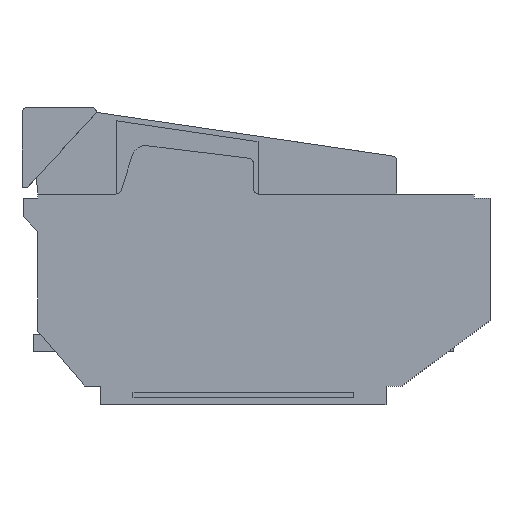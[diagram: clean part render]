
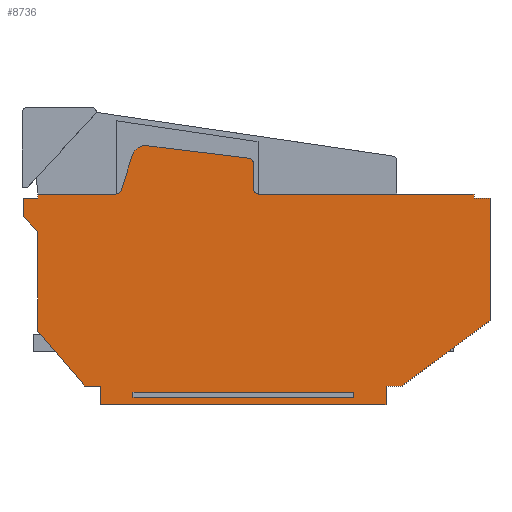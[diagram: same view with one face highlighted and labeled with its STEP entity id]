
A CAD part, left-side view. The second image highlights one B-rep face of the part: STEP entity #8736.
In plain terms, the highlighted face is planar.
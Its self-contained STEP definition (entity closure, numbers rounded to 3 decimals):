
#252=DIRECTION('',(-1.,0.,0.));
#253=VECTOR('',#252,14.);
#254=CARTESIAN_POINT('',(14.,-162.,107.));
#255=LINE('',#254,#253);
#1060=DIRECTION('',(0.,0.,1.));
#1061=VECTOR('',#1060,161.5);
#1062=CARTESIAN_POINT('',(158.,-162.,-173.));
#1063=LINE('',#1062,#1061);
#1482=DIRECTION('',(1.,0.,0.));
#1483=VECTOR('',#1482,3.);
#1484=CARTESIAN_POINT('',(155.,-162.,-173.));
#1485=LINE('',#1484,#1483);
#1544=DIRECTION('',(1.,0.,0.));
#1545=VECTOR('',#1544,14.);
#1546=CARTESIAN_POINT('',(0.,-162.,-107.));
#1547=LINE('',#1546,#1545);
#1724=DIRECTION('',(0.,0.,-1.));
#1725=VECTOR('',#1724,12.);
#1726=CARTESIAN_POINT('',(14.,-162.,-107.));
#1727=LINE('',#1726,#1725);
#1728=CARTESIAN_POINT('',(162.,-162.,-11.5));
#1729=DIRECTION('',(0.,-1.,0.));
#1730=DIRECTION('',(0.,0.,1.));
#1731=AXIS2_PLACEMENT_3D('',#1728,#1729,#1730);
#1733=DIRECTION('',(-0.596,0.,0.803));
#1734=VECTOR('',#1733,82.201);
#1735=CARTESIAN_POINT('',(63.,-162.,-185.));
#1736=LINE('',#1735,#1734);
#1737=DIRECTION('',(0.761,0.,0.649));
#1738=VECTOR('',#1737,53.907);
#1739=CARTESIAN_POINT('',(14.,-162.,119.));
#1740=LINE('',#1739,#1738);
#1741=DIRECTION('',(0.707,0.,0.707));
#1742=VECTOR('',#1741,15.556);
#1743=CARTESIAN_POINT('',(130.,-162.,154.));
#1744=LINE('',#1743,#1742);
#1745=CARTESIAN_POINT('',(162.,-162.,95.5));
#1746=DIRECTION('',(0.,-1.,0.));
#1747=DIRECTION('',(-1.,0.,0.));
#1748=AXIS2_PLACEMENT_3D('',#1745,#1746,#1747);
#1750=DIRECTION('',(0.951,0.,-0.309));
#1751=VECTOR('',#1750,27.996);
#1752=CARTESIAN_POINT('',(160.764,-162.,91.696));
#1753=LINE('',#1752,#1751);
#1754=CARTESIAN_POINT('',(184.3,-162.,73.534));
#1755=DIRECTION('',(0.,1.,0.));
#1756=DIRECTION('',(0.309,0.,0.951));
#1757=AXIS2_PLACEMENT_3D('',#1754,#1755,#1756);
#1759=DIRECTION('',(-0.122,0.,-0.993));
#1760=VECTOR('',#1759,76.876);
#1761=CARTESIAN_POINT('',(194.225,-162.,72.315));
#1762=LINE('',#1761,#1760);
#1763=CARTESIAN_POINT('',(180.886,-162.,-3.5));
#1764=DIRECTION('',(0.,1.,0.));
#1765=DIRECTION('',(0.993,0.,-0.122));
#1766=AXIS2_PLACEMENT_3D('',#1763,#1764,#1765);
#1768=DIRECTION('',(-1.,0.,0.));
#1769=VECTOR('',#1768,4.);
#1770=CARTESIAN_POINT('',(9.5,-162.,82.75));
#1771=LINE('',#1770,#1769);
#1772=DIRECTION('',(1.,0.,0.));
#1773=VECTOR('',#1772,4.);
#1774=CARTESIAN_POINT('',(5.5,-162.,-82.75));
#1775=LINE('',#1774,#1773);
#1776=DIRECTION('',(1.,0.,0.));
#1777=VECTOR('',#1776,18.886);
#1778=CARTESIAN_POINT('',(162.,-162.,-7.5));
#1779=LINE('',#1778,#1777);
#1876=DIRECTION('',(0.,0.,1.));
#1877=VECTOR('',#1876,58.5);
#1878=CARTESIAN_POINT('',(158.,-162.,95.5));
#1879=LINE('',#1878,#1877);
#1884=DIRECTION('',(-1.,0.,0.));
#1885=VECTOR('',#1884,3.);
#1886=CARTESIAN_POINT('',(158.,-162.,154.));
#1887=LINE('',#1886,#1885);
#2112=DIRECTION('',(0.,0.,1.));
#2113=VECTOR('',#2112,11.);
#2114=CARTESIAN_POINT('',(155.,-162.,154.));
#2115=LINE('',#2114,#2113);
#2130=DIRECTION('',(-1.,0.,0.));
#2131=VECTOR('',#2130,14.);
#2132=CARTESIAN_POINT('',(155.,-162.,165.));
#2133=LINE('',#2132,#2131);
#2142=DIRECTION('',(-1.,0.,0.));
#2143=VECTOR('',#2142,75.);
#2144=CARTESIAN_POINT('',(130.,-162.,154.));
#2145=LINE('',#2144,#2143);
#2154=DIRECTION('',(0.,0.,-1.));
#2155=VECTOR('',#2154,12.);
#2156=CARTESIAN_POINT('',(14.,-162.,119.));
#2157=LINE('',#2156,#2155);
#2180=DIRECTION('',(0.,0.,1.));
#2181=VECTOR('',#2180,12.);
#2182=CARTESIAN_POINT('',(155.,-162.,-185.));
#2183=LINE('',#2182,#2181);
#2202=DIRECTION('',(1.,0.,0.));
#2203=VECTOR('',#2202,92.);
#2204=CARTESIAN_POINT('',(63.,-162.,-185.));
#2205=LINE('',#2204,#2203);
#2232=DIRECTION('',(0.,0.,-1.));
#2233=VECTOR('',#2232,214.);
#2234=CARTESIAN_POINT('',(0.,-162.,107.));
#2235=LINE('',#2234,#2233);
#2804=DIRECTION('',(0.,0.,1.));
#2805=VECTOR('',#2804,165.5);
#2806=CARTESIAN_POINT('',(5.5,-162.,-82.75));
#2807=LINE('',#2806,#2805);
#2828=DIRECTION('',(0.,0.,-1.));
#2829=VECTOR('',#2828,165.5);
#2830=CARTESIAN_POINT('',(9.5,-162.,82.75));
#2831=LINE('',#2830,#2829);
#4544=CARTESIAN_POINT('',(0.,-162.,-107.));
#4545=VERTEX_POINT('',#4544);
#4546=CARTESIAN_POINT('',(14.,-162.,-107.));
#4547=VERTEX_POINT('',#4546);
#4614=CARTESIAN_POINT('',(155.,-162.,-173.));
#4615=VERTEX_POINT('',#4614);
#4616=CARTESIAN_POINT('',(158.,-162.,-173.));
#4617=VERTEX_POINT('',#4616);
#4626=CARTESIAN_POINT('',(158.,-162.,-11.5));
#4627=VERTEX_POINT('',#4626);
#4794=CARTESIAN_POINT('',(14.,-162.,107.));
#4795=VERTEX_POINT('',#4794);
#4796=CARTESIAN_POINT('',(0.,-162.,107.));
#4797=VERTEX_POINT('',#4796);
#5221=CARTESIAN_POINT('',(162.,-162.,-7.5));
#5222=CARTESIAN_POINT('',(180.886,-162.,-7.5));
#5223=VERTEX_POINT('',#5221);
#5224=VERTEX_POINT('',#5222);
#5225=CARTESIAN_POINT('',(155.,-162.,-185.));
#5226=VERTEX_POINT('',#5225);
#5227=CARTESIAN_POINT('',(63.,-162.,-185.));
#5228=VERTEX_POINT('',#5227);
#5229=CARTESIAN_POINT('',(14.,-162.,-119.));
#5230=VERTEX_POINT('',#5229);
#5231=CARTESIAN_POINT('',(14.,-162.,119.));
#5232=VERTEX_POINT('',#5231);
#5233=CARTESIAN_POINT('',(55.,-162.,154.));
#5234=VERTEX_POINT('',#5233);
#5235=CARTESIAN_POINT('',(130.,-162.,154.));
#5236=VERTEX_POINT('',#5235);
#5237=CARTESIAN_POINT('',(141.,-162.,165.));
#5238=VERTEX_POINT('',#5237);
#5239=CARTESIAN_POINT('',(155.,-162.,165.));
#5240=VERTEX_POINT('',#5239);
#5241=CARTESIAN_POINT('',(155.,-162.,154.));
#5242=VERTEX_POINT('',#5241);
#5243=CARTESIAN_POINT('',(158.,-162.,154.));
#5244=VERTEX_POINT('',#5243);
#5245=CARTESIAN_POINT('',(158.,-162.,95.5));
#5246=VERTEX_POINT('',#5245);
#5247=CARTESIAN_POINT('',(160.764,-162.,91.696));
#5248=VERTEX_POINT('',#5247);
#5249=CARTESIAN_POINT('',(187.39,-162.,83.044));
#5250=VERTEX_POINT('',#5249);
#5251=CARTESIAN_POINT('',(194.225,-162.,72.315));
#5252=VERTEX_POINT('',#5251);
#5253=CARTESIAN_POINT('',(184.857,-162.,-3.987));
#5254=VERTEX_POINT('',#5253);
#5255=CARTESIAN_POINT('',(9.5,-162.,82.75));
#5256=CARTESIAN_POINT('',(5.5,-162.,82.75));
#5257=VERTEX_POINT('',#5255);
#5258=VERTEX_POINT('',#5256);
#5259=CARTESIAN_POINT('',(5.5,-162.,-82.75));
#5260=VERTEX_POINT('',#5259);
#5261=CARTESIAN_POINT('',(9.5,-162.,-82.75));
#5262=VERTEX_POINT('',#5261);
#8676=CARTESIAN_POINT('',(0.,-162.,0.));
#8677=DIRECTION('',(0.,-1.,0.));
#8678=DIRECTION('',(0.,0.,-1.));
#8679=AXIS2_PLACEMENT_3D('',#8676,#8677,#8678);
#8680=PLANE('',#8679);
#8682=ORIENTED_EDGE('',*,*,#8681,.F.);
#8684=ORIENTED_EDGE('',*,*,#8683,.T.);
#8685=ORIENTED_EDGE('',*,*,#7345,.F.);
#8686=ORIENTED_EDGE('',*,*,#8277,.F.);
#8688=ORIENTED_EDGE('',*,*,#8687,.F.);
#8690=ORIENTED_EDGE('',*,*,#8689,.F.);
#8692=ORIENTED_EDGE('',*,*,#8691,.T.);
#8693=ORIENTED_EDGE('',*,*,#8662,.F.);
#8694=ORIENTED_EDGE('',*,*,#8378,.F.);
#8696=ORIENTED_EDGE('',*,*,#8695,.F.);
#8697=ORIENTED_EDGE('',*,*,#6061,.F.);
#8699=ORIENTED_EDGE('',*,*,#8698,.F.);
#8701=ORIENTED_EDGE('',*,*,#8700,.T.);
#8703=ORIENTED_EDGE('',*,*,#8702,.F.);
#8705=ORIENTED_EDGE('',*,*,#8704,.T.);
#8707=ORIENTED_EDGE('',*,*,#8706,.F.);
#8709=ORIENTED_EDGE('',*,*,#8708,.F.);
#8711=ORIENTED_EDGE('',*,*,#8710,.F.);
#8713=ORIENTED_EDGE('',*,*,#8712,.F.);
#8715=ORIENTED_EDGE('',*,*,#8714,.T.);
#8717=ORIENTED_EDGE('',*,*,#8716,.T.);
#8719=ORIENTED_EDGE('',*,*,#8718,.T.);
#8721=ORIENTED_EDGE('',*,*,#8720,.T.);
#8723=ORIENTED_EDGE('',*,*,#8722,.T.);
#8724=EDGE_LOOP('',(#8682,#8684,#8685,#8686,#8688,#8690,#8692,#8693,#8694,#8696,
#8697,#8699,#8701,#8703,#8705,#8707,#8709,#8711,#8713,#8715,#8717,#8719,#8721,
#8723));
#8725=FACE_OUTER_BOUND('',#8724,.F.);
#8727=ORIENTED_EDGE('',*,*,#8726,.T.);
#8729=ORIENTED_EDGE('',*,*,#8728,.F.);
#8731=ORIENTED_EDGE('',*,*,#8730,.T.);
#8733=ORIENTED_EDGE('',*,*,#8732,.F.);
#8734=EDGE_LOOP('',(#8727,#8729,#8731,#8733));
#8735=FACE_BOUND('',#8734,.F.);
#1732=CIRCLE('',#1731,4.);
#1749=CIRCLE('',#1748,4.);
#1758=CIRCLE('',#1757,10.);
#1767=CIRCLE('',#1766,4.);
#6061=EDGE_CURVE('',#4795,#4797,#255,.T.);
#7345=EDGE_CURVE('',#4617,#4627,#1063,.T.);
#8277=EDGE_CURVE('',#4615,#4617,#1485,.T.);
#8378=EDGE_CURVE('',#4545,#4547,#1547,.T.);
#8662=EDGE_CURVE('',#4547,#5230,#1727,.T.);
#8681=EDGE_CURVE('',#5223,#5224,#1779,.T.);
#8683=EDGE_CURVE('',#5223,#4627,#1732,.T.);
#8687=EDGE_CURVE('',#5226,#4615,#2183,.T.);
#8689=EDGE_CURVE('',#5228,#5226,#2205,.T.);
#8691=EDGE_CURVE('',#5228,#5230,#1736,.T.);
#8695=EDGE_CURVE('',#4797,#4545,#2235,.T.);
#8698=EDGE_CURVE('',#5232,#4795,#2157,.T.);
#8700=EDGE_CURVE('',#5232,#5234,#1740,.T.);
#8702=EDGE_CURVE('',#5236,#5234,#2145,.T.);
#8704=EDGE_CURVE('',#5236,#5238,#1744,.T.);
#8706=EDGE_CURVE('',#5240,#5238,#2133,.T.);
#8708=EDGE_CURVE('',#5242,#5240,#2115,.T.);
#8710=EDGE_CURVE('',#5244,#5242,#1887,.T.);
#8712=EDGE_CURVE('',#5246,#5244,#1879,.T.);
#8714=EDGE_CURVE('',#5246,#5248,#1749,.T.);
#8716=EDGE_CURVE('',#5248,#5250,#1753,.T.);
#8718=EDGE_CURVE('',#5250,#5252,#1758,.T.);
#8720=EDGE_CURVE('',#5252,#5254,#1762,.T.);
#8722=EDGE_CURVE('',#5254,#5224,#1767,.T.);
#8726=EDGE_CURVE('',#5257,#5258,#1771,.T.);
#8728=EDGE_CURVE('',#5260,#5258,#2807,.T.);
#8730=EDGE_CURVE('',#5260,#5262,#1775,.T.);
#8732=EDGE_CURVE('',#5257,#5262,#2831,.T.);
#8736=ADVANCED_FACE('',(#8725,#8735),#8680,.T.);
